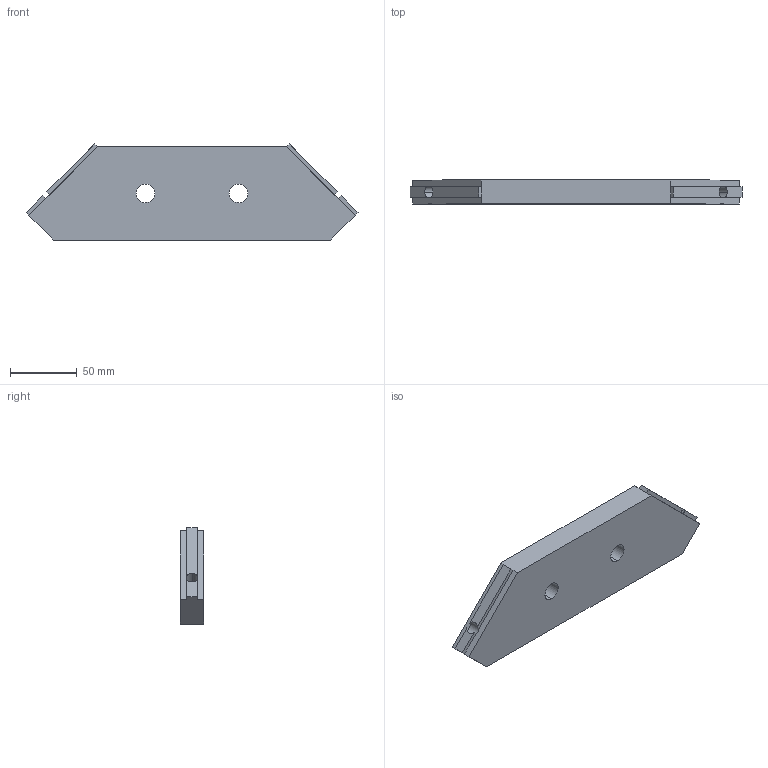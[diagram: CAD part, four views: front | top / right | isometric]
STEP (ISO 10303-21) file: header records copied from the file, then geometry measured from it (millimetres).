
FILE_DESCRIPTION (( 'STEP AP203' ), '1' );
FILE_NAME ('084.406.001.STEP', '2013-01-28T08:38:15', ( 'Alusic' ), ( 'Alusic' ), 'SwSTEP 2.0', 'SolidWorks 2011', '' );
FILE_SCHEMA (( 'CONFIG_CONTROL_DESIGN' ));
Length unit declared in the file: millimetre
Products named in the file (1): 084.406.001
Bounding box: 249.24 x 18 x 72.12 mm (x, y, z)
Volume: 241245.9 mm3; surface area: 43213.3 mm2
Topology: 1 solids, 1 shells, 38 faces, 104 edges, 68 vertices
Faces by surface type: plane 26, cylinder 12
Entity records: 1297 total; most frequent: CARTESIAN_POINT 223, ORIENTED_EDGE 208, DIRECTION 206, EDGE_CURVE 104, VECTOR 72, LINE 72, VERTEX_POINT 68, AXIS2_PLACEMENT_3D 67
